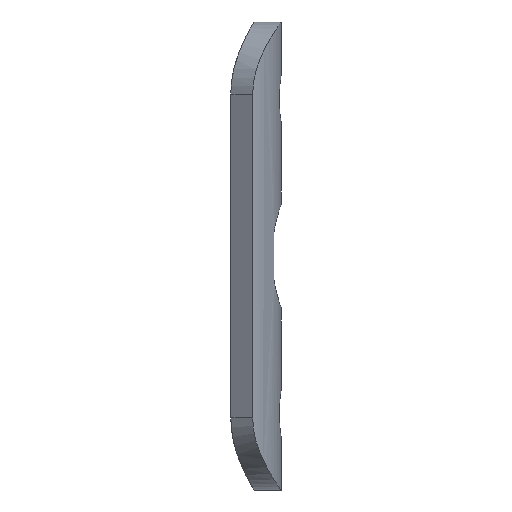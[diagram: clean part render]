
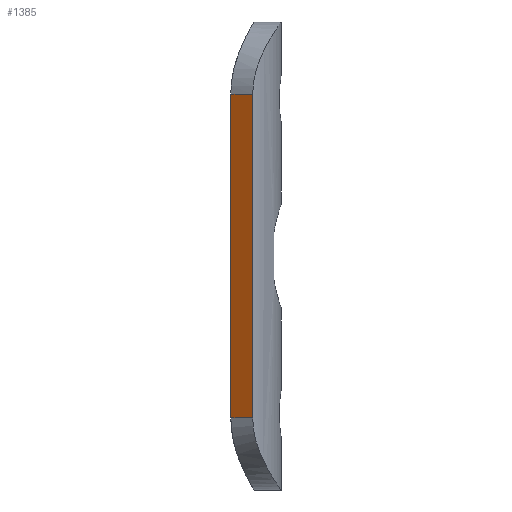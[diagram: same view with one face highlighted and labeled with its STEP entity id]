
A CAD part, left-side view. The second image highlights one B-rep face of the part: STEP entity #1385.
In plain terms, the highlighted planar face has unit normal (-0.811, 0.585, 0).
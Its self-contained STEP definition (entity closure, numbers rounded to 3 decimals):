
#27 = VECTOR ( 'NONE', #480, 1000. ) ;
#122 = CARTESIAN_POINT ( 'NONE',  ( -12.013, 0.177, 64. ) ) ;
#183 = EDGE_CURVE ( 'NONE', #404, #187, #1210, .T. ) ;
#187 = VERTEX_POINT ( 'NONE', #279 ) ;
#191 = CARTESIAN_POINT ( 'NONE',  ( -9.85, 3.179, 9.85 ) ) ;
#238 = DIRECTION ( 'NONE',  ( -0.811, 0.585, 0. ) ) ;
#242 = CARTESIAN_POINT ( 'NONE',  ( -9.85, 3.179, 64. ) ) ;
#261 = CARTESIAN_POINT ( 'NONE',  ( -9.85, 3.179, 32. ) ) ;
#279 = CARTESIAN_POINT ( 'NONE',  ( -12.013, 0.177, 9.85 ) ) ;
#353 = VECTOR ( 'NONE', #1433, 1000. ) ;
#384 = VERTEX_POINT ( 'NONE', #647 ) ;
#404 = VERTEX_POINT ( 'NONE', #191 ) ;
#480 = DIRECTION ( 'NONE',  ( 0., 0., -1. ) ) ;
#529 = ORIENTED_EDGE ( 'NONE', *, *, #950, .T. ) ;
#572 = EDGE_CURVE ( 'NONE', #580, #187, #1182, .T. ) ;
#580 = VERTEX_POINT ( 'NONE', #677 ) ;
#599 = EDGE_CURVE ( 'NONE', #384, #580, #948, .T. ) ;
#647 = CARTESIAN_POINT ( 'NONE',  ( -9.85, 3.179, 54.15 ) ) ;
#659 = ORIENTED_EDGE ( 'NONE', *, *, #183, .T. ) ;
#677 = CARTESIAN_POINT ( 'NONE',  ( -12.013, 0.177, 54.15 ) ) ;
#721 = DIRECTION ( 'NONE',  ( 0., 0., -1. ) ) ;
#745 = CARTESIAN_POINT ( 'NONE',  ( -9.85, 3.179, 9.85 ) ) ;
#819 = LINE ( 'NONE', #242, #353 ) ;
#888 = VECTOR ( 'NONE', #958, 1000. ) ;
#948 = LINE ( 'NONE', #1428, #888 ) ;
#950 = EDGE_CURVE ( 'NONE', #384, #404, #819, .T. ) ;
#958 = DIRECTION ( 'NONE',  ( -0.585, -0.811, 0. ) ) ;
#978 = ORIENTED_EDGE ( 'NONE', *, *, #572, .F. ) ;
#1174 = FACE_OUTER_BOUND ( 'NONE', #1358, .T. ) ;
#1182 = LINE ( 'NONE', #122, #27 ) ;
#1210 = LINE ( 'NONE', #745, #1299 ) ;
#1299 = VECTOR ( 'NONE', #1480, 1000. ) ;
#1303 = AXIS2_PLACEMENT_3D ( 'NONE', #261, #238, #721 ) ;
#1327 = PLANE ( 'NONE',  #1303 ) ;
#1358 = EDGE_LOOP ( 'NONE', ( #659, #978, #1528, #529 ) ) ;
#1385 = ADVANCED_FACE ( 'NONE', ( #1174 ), #1327, .T. ) ;
#1428 = CARTESIAN_POINT ( 'NONE',  ( -9.85, 3.179, 54.15 ) ) ;
#1433 = DIRECTION ( 'NONE',  ( 0., 0., -1. ) ) ;
#1480 = DIRECTION ( 'NONE',  ( -0.585, -0.811, 0. ) ) ;
#1528 = ORIENTED_EDGE ( 'NONE', *, *, #599, .F. ) ;
